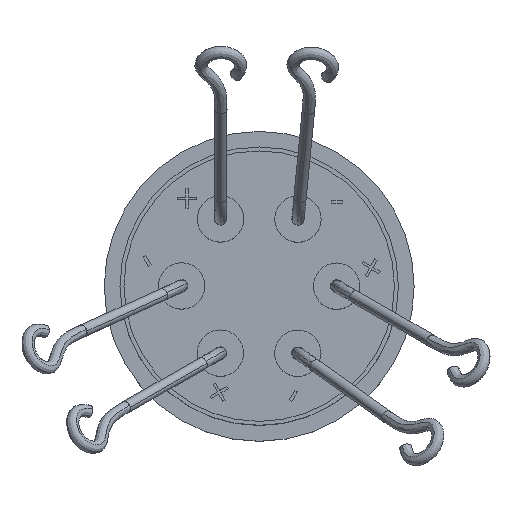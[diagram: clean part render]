
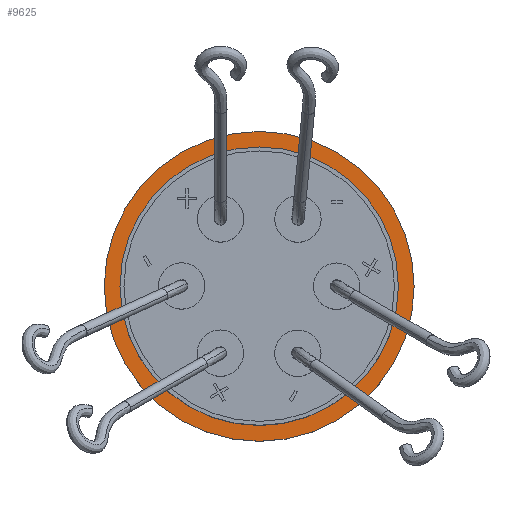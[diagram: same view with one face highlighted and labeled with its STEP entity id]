
A CAD part, top view. The second image highlights one B-rep face of the part: STEP entity #9625.
In plain terms, the highlighted planar face has unit normal (0, 0, 1).
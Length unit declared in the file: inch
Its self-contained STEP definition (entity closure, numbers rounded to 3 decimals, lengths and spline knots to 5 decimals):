
#206 = CARTESIAN_POINT ( 'NONE',  ( 0., -0.625, -0.53 ) ) ;
#207 = CARTESIAN_POINT ( 'NONE',  ( 0., 0.625, -0.53 ) ) ;
#210 = CARTESIAN_POINT ( 'NONE',  ( -0.5615, 0., -0.53 ) ) ;
#211 = CARTESIAN_POINT ( 'NONE',  ( 0.5615, 0., -0.53 ) ) ;
#266 = CARTESIAN_POINT ( 'NONE',  ( 0., 0., -0.53 ) ) ;
#267 = DIRECTION ( 'NONE',  ( 0., 0., -1. ) ) ;
#268 = DIRECTION ( 'NONE',  ( 0., -1., 0. ) ) ;
#274 = CARTESIAN_POINT ( 'NONE',  ( 0., 0., -0.53 ) ) ;
#275 = DIRECTION ( 'NONE',  ( 0., 0., 1. ) ) ;
#276 = DIRECTION ( 'NONE',  ( -1., 0., 0. ) ) ;
#6362 = EDGE_CURVE ( 'NONE', #18205, #18207, #18098, .T. ) ;
#6366 = EDGE_CURVE ( 'NONE', #18213, #18215, #18096, .T. ) ;
#6626 = AXIS2_PLACEMENT_3D ( 'NONE', #7995, #8000, #8001 ) ;
#6664 = AXIS2_PLACEMENT_3D ( 'NONE', #266, #267, #268 ) ;
#6667 = AXIS2_PLACEMENT_3D ( 'NONE', #274, #275, #276 ) ;
#7994 = PLANE ( 'NONE',  #6626 ) ;
#7995 = CARTESIAN_POINT ( 'NONE',  ( 0.48364, -0.28527, -0.53 ) ) ;
#8000 = DIRECTION ( 'NONE',  ( 0., 0., -1. ) ) ;
#8001 = DIRECTION ( 'NONE',  ( -1., 0., 0. ) ) ;
#9625 = ADVANCED_FACE ( 'NONE', ( #19524, #19529 ), #7994, .F. ) ;
#10068 = AXIS2_PLACEMENT_3D ( 'NONE', #12055, #12056, #12057 ) ;
#10070 = AXIS2_PLACEMENT_3D ( 'NONE', #12063, #12064, #12065 ) ;
#12055 = CARTESIAN_POINT ( 'NONE',  ( 0., 0., -0.53 ) ) ;
#12056 = DIRECTION ( 'NONE',  ( 0., 0., -1. ) ) ;
#12057 = DIRECTION ( 'NONE',  ( 0., -1., 0. ) ) ;
#12063 = CARTESIAN_POINT ( 'NONE',  ( 0., 0., -0.53 ) ) ;
#12064 = DIRECTION ( 'NONE',  ( 0., 0., 1. ) ) ;
#12065 = DIRECTION ( 'NONE',  ( -1., 0., 0. ) ) ;
#14924 = EDGE_LOOP ( 'NONE', ( #15619, #15618 ) ) ;
#14926 = EDGE_LOOP ( 'NONE', ( #15621, #15620 ) ) ;
#15618 = ORIENTED_EDGE ( 'NONE', *, *, #18519, .F. ) ;
#15619 = ORIENTED_EDGE ( 'NONE', *, *, #6362, .F. ) ;
#15620 = ORIENTED_EDGE ( 'NONE', *, *, #18523, .F. ) ;
#15621 = ORIENTED_EDGE ( 'NONE', *, *, #6366, .F. ) ;
#18096 = CIRCLE ( 'NONE', #10070, 0.5615 ) ;
#18098 = CIRCLE ( 'NONE', #10068, 0.625 ) ;
#18205 = VERTEX_POINT ( 'NONE', #206 ) ;
#18207 = VERTEX_POINT ( 'NONE', #207 ) ;
#18213 = VERTEX_POINT ( 'NONE', #210 ) ;
#18215 = VERTEX_POINT ( 'NONE', #211 ) ;
#18519 = EDGE_CURVE ( 'NONE', #18207, #18205, #19655, .T. ) ;
#18523 = EDGE_CURVE ( 'NONE', #18215, #18213, #19666, .T. ) ;
#19524 = FACE_BOUND ( 'NONE', #14926, .T. ) ;
#19529 = FACE_OUTER_BOUND ( 'NONE', #14924, .T. ) ;
#19655 = CIRCLE ( 'NONE', #6664, 0.625 ) ;
#19666 = CIRCLE ( 'NONE', #6667, 0.5615 ) ;
